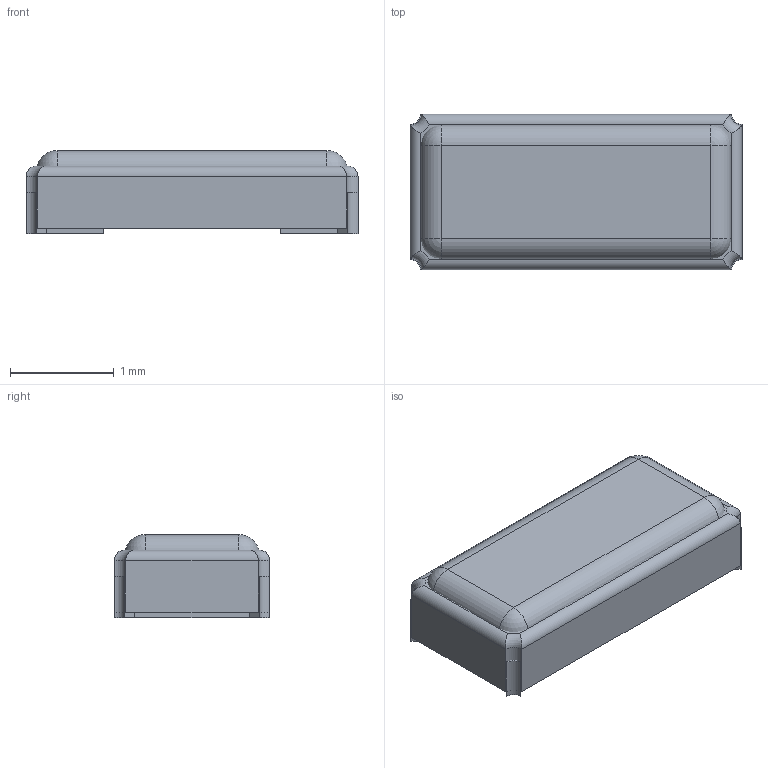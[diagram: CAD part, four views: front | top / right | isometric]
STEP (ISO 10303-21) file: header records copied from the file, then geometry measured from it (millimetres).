
FILE_DESCRIPTION( ( '' ), ' ' );
FILE_NAME( '5bd488f5d78fe8141e7bdf20.step', '2018-10-27T15:49:09', ( '' ), ( '' ), ' ', ' ', ' ' );
FILE_SCHEMA( ( 'AUTOMOTIVE_DESIGN { 1 0 10303 214 1 1 1 1 }' ) );
Length unit declared in the file: metre
Products named in the file (5): Assem1; Part 1; Part 2
Assembly tree (4 placements, depth 2):
  Assem1
    Part 1
    Part 2
    Part 1
    Part 1
Bounding box: 3.2 x 1.5 x 0.8 mm (x, y, z)
Surface area: 31.9 mm2
Topology: 4 solids, 4 shells, 60 faces, 140 edges, 84 vertices
Faces by surface type: plane 32, cylinder 20, torus 4, sphere 4
Entity records: 2350 total; most frequent: CARTESIAN_POINT 429, DIRECTION 294, ORIENTED_EDGE 272, EDGE_CURVE 136, AXIS2_PLACEMENT_3D 101, LINE 92, VECTOR 92, VERTEX_POINT 84
